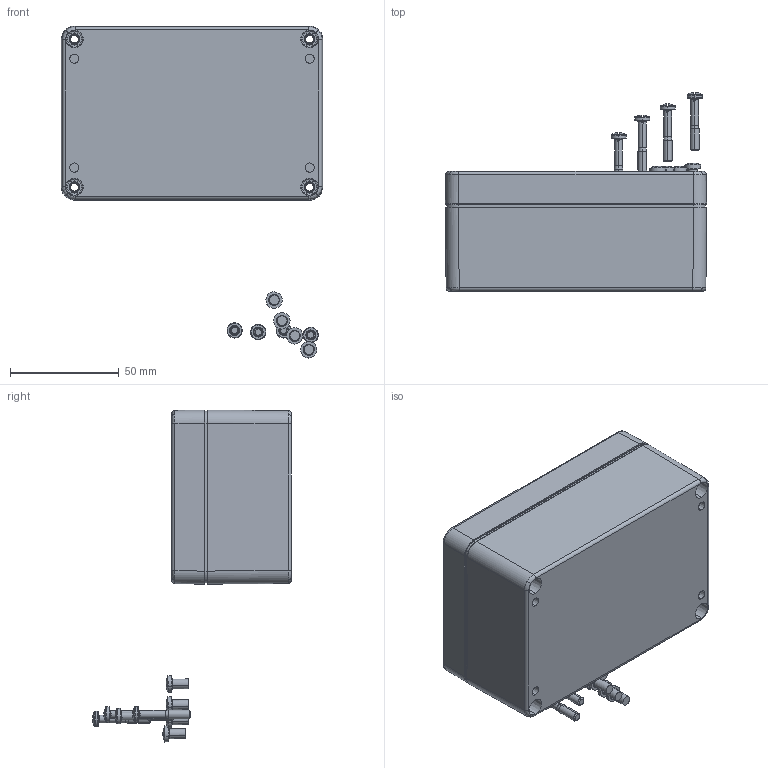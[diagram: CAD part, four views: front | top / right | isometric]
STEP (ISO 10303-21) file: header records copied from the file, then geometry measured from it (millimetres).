
FILE_DESCRIPTION (( 'STEP AP214' ), '1' );
FILE_NAME ('03081206.STEP', '2008-10-01T10:49:38', ( ' ' ), ( '' ), 'SwSTEP 2.0', 'SolidWorks 2008', '' );
FILE_SCHEMA (( 'AUTOMOTIVE_DESIGN' ));
Length unit declared in the file: millimetre
Products named in the file (7): 32092_Standard; 31092_Standard; 51005_Standard; 82002_im Deckel eingebaut; 93214_WN1442 D4,5x7,8; 5200.009.0_Standard; 03081206
Assembly tree (12 placements, depth 3):
  03081206
    51005_Standard
      5200.009.0_Standard  x4
      93214_WN1442 D4,5x7,8  x4
    31092_Standard
    32092_Standard
    82002_im Deckel eingebaut
Bounding box: 120 x 91.39 x 152.48 mm (x, y, z)
Volume: 128558 mm3; surface area: 94710 mm2
Topology: 11 solids, 11 shells, 1258 faces, 2988 edges, 1790 vertices
Faces by surface type: plane 401, bspline 280, cylinder 271, cone 178, torus 120, sphere 8
Entity records: 41775 total; most frequent: CARTESIAN_POINT 19814, ORIENTED_EDGE 4824, DIRECTION 4196, EDGE_CURVE 2412, AXIS2_PLACEMENT_3D 1624, VERTEX_POINT 1430, EDGE_LOOP 1104, ADVANCED_FACE 1036
